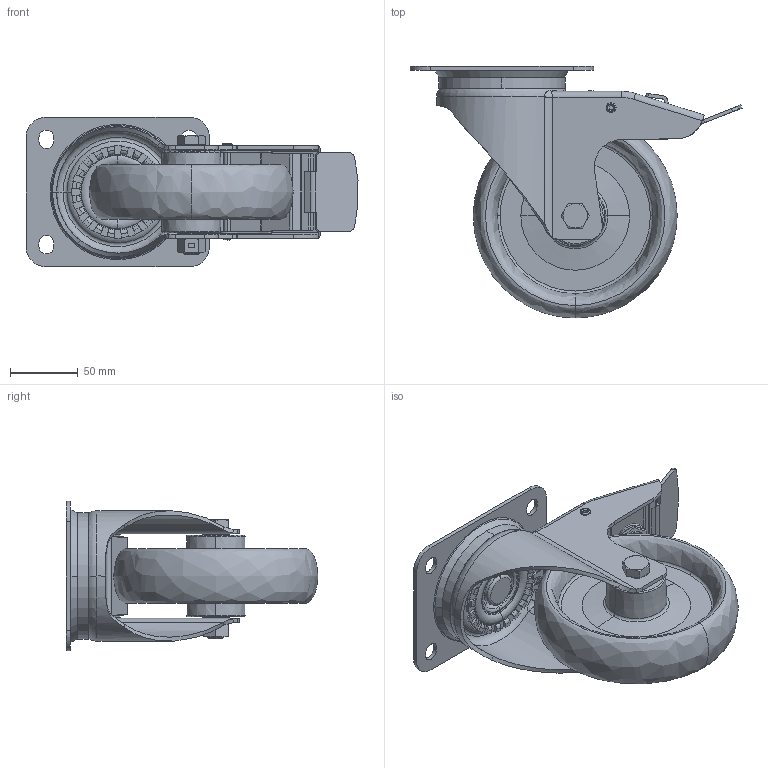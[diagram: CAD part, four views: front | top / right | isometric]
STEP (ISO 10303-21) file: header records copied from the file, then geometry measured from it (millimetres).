
FILE_DESCRIPTION (( 'STEP AP214' ), '1' );
FILE_NAME ('0056081.step', '2023-06-28T08:53:41', ( '' ), ( '' ), 'SwSTEP 2.0', 'SolidWorks 2020', '' );
FILE_SCHEMA (( 'AUTOMOTIVE_DESIGN' ));
Length unit declared in the file: millimetre
Products named in the file (1): 0056081
Bounding box: 244.14 x 184.99 x 110 mm (x, y, z)
Volume: 586308 mm3; surface area: 241098.9 mm2
Topology: 14 solids, 15 shells, 1377 faces, 3613 edges, 2252 vertices
Faces by surface type: plane 569, cylinder 301, torus 242, cone 100, bspline 91, sphere 74
Entity records: 67777 total; most frequent: CARTESIAN_POINT 19661, ORIENTED_EDGE 6938, DIRECTION 6840, EDGE_CURVE 3469, AXIS2_PLACEMENT_3D 2636, VERTEX_POINT 2168, LINE 1568, VECTOR 1568
